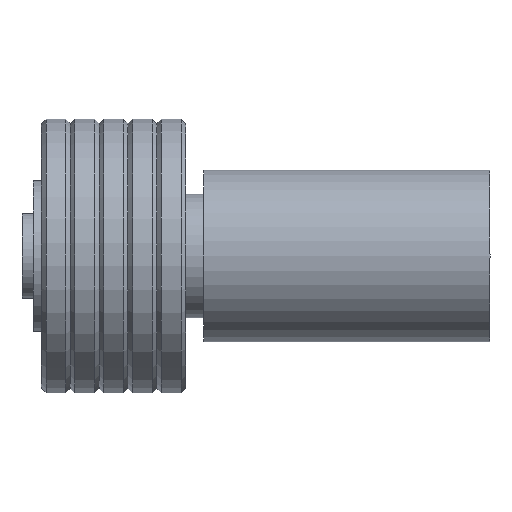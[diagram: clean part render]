
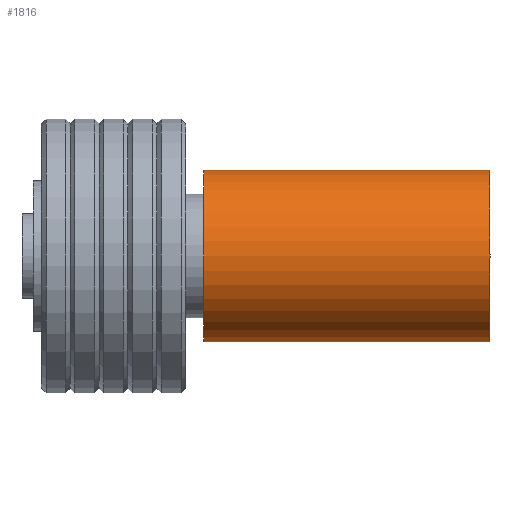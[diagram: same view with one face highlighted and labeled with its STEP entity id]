
A CAD part, left-side view. The second image highlights one B-rep face of the part: STEP entity #1816.
In plain terms, the highlighted cylindrical face has radius 9.525 mm (diameter 19.05 mm), a full revolution.
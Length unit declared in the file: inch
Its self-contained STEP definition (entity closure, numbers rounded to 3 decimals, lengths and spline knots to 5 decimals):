
#1633=CARTESIAN_POINT('',(0.34078,-0.1855,0.1565));
#1634=VERTEX_POINT('',#1633);
#1635=CARTESIAN_POINT('',(0.34078,-0.1855,0.1565));
#1636=CARTESIAN_POINT('',(0.34078,-0.16557,0.1565));
#1637=CARTESIAN_POINT('',(0.34272,-0.14451,0.15247));
#1638=CARTESIAN_POINT('',(0.34941,-0.10604,0.13643));
#1639=CARTESIAN_POINT('',(0.35405,-0.08861,0.12443));
#1640=CARTESIAN_POINT('',(0.36255,-0.06109,0.09691));
#1641=CARTESIAN_POINT('',(0.367,-0.04908,0.07947));
#1642=CARTESIAN_POINT('',(0.37326,-0.03303,0.04098));
#1643=CARTESIAN_POINT('',(0.375,-0.029,0.01991));
#1644=CARTESIAN_POINT('',(0.375,-0.029,-0.01991));
#1645=CARTESIAN_POINT('',(0.37326,-0.03303,-0.04098));
#1646=CARTESIAN_POINT('',(0.367,-0.04908,-0.07947));
#1647=CARTESIAN_POINT('',(0.36255,-0.06109,-0.09691));
#1648=CARTESIAN_POINT('',(0.35405,-0.08861,-0.12443));
#1649=CARTESIAN_POINT('',(0.34941,-0.10604,-0.13643));
#1650=CARTESIAN_POINT('',(0.34272,-0.14451,-0.15247));
#1651=CARTESIAN_POINT('',(0.34078,-0.16557,-0.1565));
#1652=CARTESIAN_POINT('',(0.34078,-0.20543,-0.1565));
#1653=CARTESIAN_POINT('',(0.34272,-0.22649,-0.15247));
#1654=CARTESIAN_POINT('',(0.34941,-0.26496,-0.13643));
#1655=CARTESIAN_POINT('',(0.35405,-0.28239,-0.12443));
#1656=CARTESIAN_POINT('',(0.36255,-0.30991,-0.09691));
#1657=CARTESIAN_POINT('',(0.367,-0.32192,-0.07947));
#1658=CARTESIAN_POINT('',(0.37326,-0.33797,-0.04098));
#1659=CARTESIAN_POINT('',(0.375,-0.342,-0.01991));
#1660=CARTESIAN_POINT('',(0.375,-0.342,0.01991));
#1661=CARTESIAN_POINT('',(0.37326,-0.33797,0.04098));
#1662=CARTESIAN_POINT('',(0.367,-0.32192,0.07947));
#1663=CARTESIAN_POINT('',(0.36255,-0.30991,0.09691));
#1664=CARTESIAN_POINT('',(0.35405,-0.28239,0.12443));
#1665=CARTESIAN_POINT('',(0.34941,-0.26496,0.13643));
#1666=CARTESIAN_POINT('',(0.34272,-0.22649,0.15247));
#1667=CARTESIAN_POINT('',(0.34078,-0.20543,0.1565));
#1668=CARTESIAN_POINT('',(0.34078,-0.1855,0.1565));
#1669=B_SPLINE_CURVE_WITH_KNOTS('',3,(#1635,#1636,#1637,#1638,#1639,#1640,#1641,#1642,#1643,#1644,#1645,#1646,#1647,#1648,#1649,#1650,#1651,#1652,#1653,#1654,#1655,#1656,#1657,#1658,#1659,#1660,#1661,#1662,#1663,#1664,#1665,#1666,#1667,#1668),.UNSPECIFIED.,.T.,.U.,(4,2,2,2,2,2,2,2,2,2,2,2,2,2,2,2,4),(0.0,0.15187,0.30374,0.45542,0.60711,0.75879,0.91048,1.06235,1.21422,1.36609,1.51796,1.66964,1.82132,1.97301,2.12469,2.27656,2.42843),.UNSPECIFIED.);
#1670=EDGE_CURVE('',#1634,#1634,#1669,.T.);
#1680=CARTESIAN_POINT('',(-0.375,-1.0985,0.));
#1681=VERTEX_POINT('',#1680);
#1682=CARTESIAN_POINT('',(0.,-1.0985,0.));
#1683=DIRECTION('',(0.0,-1.0,0.0));
#1684=DIRECTION('',(-1.0,0.0,0.0));
#1685=AXIS2_PLACEMENT_3D('',#1682,#1683,#1684);
#1686=CIRCLE('',#1685,0.375);
#1687=EDGE_CURVE('',#1681,#1681,#1686,.T.);
#1787=CARTESIAN_POINT('',(-0.375,0.1515,0.));
#1788=VERTEX_POINT('',#1787);
#1789=CARTESIAN_POINT('',(0.,0.1515,0.));
#1790=DIRECTION('',(0.0,-1.0,0.0));
#1791=DIRECTION('',(-1.0,0.0,0.0));
#1792=AXIS2_PLACEMENT_3D('',#1789,#1790,#1791);
#1793=CIRCLE('',#1792,0.375);
#1794=EDGE_CURVE('',#1788,#1788,#1793,.T.);
#1802=CARTESIAN_POINT('',(0.,-0.4735,0.));
#1803=DIRECTION('',(0.,-1.0,0.));
#1804=DIRECTION('',(-1.0,0.0,0.0));
#1805=AXIS2_PLACEMENT_3D('',#1802,#1803,#1804);
#1806=CYLINDRICAL_SURFACE('',#1805,0.375);
#1807=ORIENTED_EDGE('',*,*,#1687,.F.);
#1808=EDGE_LOOP('',(#1807));
#1809=FACE_OUTER_BOUND('',#1808,.T.);
#1810=ORIENTED_EDGE('',*,*,#1670,.T.);
#1811=EDGE_LOOP('',(#1810));
#1812=FACE_BOUND('',#1811,.T.);
#1813=ORIENTED_EDGE('',*,*,#1794,.T.);
#1814=EDGE_LOOP('',(#1813));
#1815=FACE_BOUND('',#1814,.T.);
#1816=ADVANCED_FACE('',(#1809,#1812,#1815),#1806,.T.);
